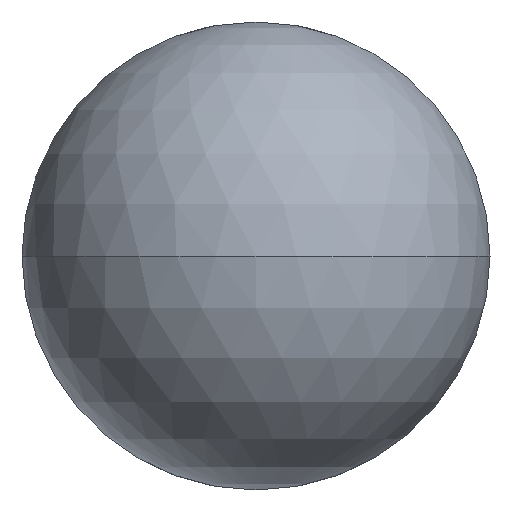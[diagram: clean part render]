
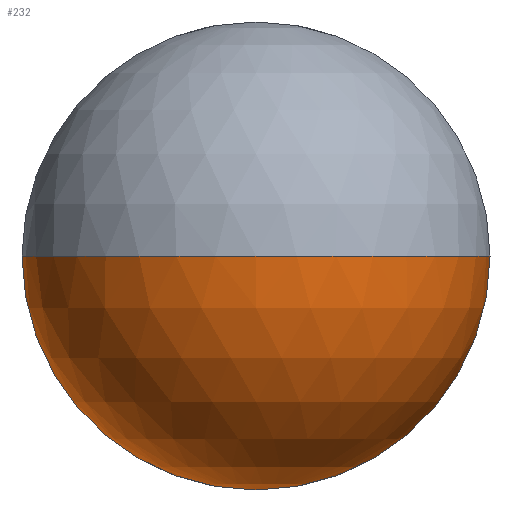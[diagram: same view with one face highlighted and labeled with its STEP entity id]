
A CAD part, front view. The second image highlights one B-rep face of the part: STEP entity #232.
In plain terms, the highlighted spherical face has radius 6.35 mm.
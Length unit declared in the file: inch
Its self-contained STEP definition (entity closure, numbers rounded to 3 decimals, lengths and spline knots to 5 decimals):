
#1 = ORIENTED_EDGE ( 'NONE', *, *, #106, .T. ) ;
#2 = VERTEX_POINT ( 'NONE', #80 ) ;
#5 = CARTESIAN_POINT ( 'NONE',  ( 0., 0.25, 0. ) ) ;
#8 = DIRECTION ( 'NONE',  ( 0., 0., -1. ) ) ;
#12 = AXIS2_PLACEMENT_3D ( 'NONE', #174, #170, #342 ) ;
#17 = CARTESIAN_POINT ( 'NONE',  ( 0., 0.25, 0. ) ) ;
#50 = ORIENTED_EDGE ( 'NONE', *, *, #151, .F. ) ;
#71 = EDGE_LOOP ( 'NONE', ( #520, #1, #278, #50 ) ) ;
#72 = CIRCLE ( 'NONE', #146, 0.25 ) ;
#77 = VERTEX_POINT ( 'NONE', #501 ) ;
#80 = CARTESIAN_POINT ( 'NONE',  ( -0.25, 0.25, 0. ) ) ;
#96 = EDGE_CURVE ( 'NONE', #2, #365, #72, .T. ) ;
#106 = EDGE_CURVE ( 'NONE', #365, #301, #209, .T. ) ;
#107 = AXIS2_PLACEMENT_3D ( 'NONE', #5, #267, #306 ) ;
#108 = CARTESIAN_POINT ( 'NONE',  ( 0., 0.25, -0.25 ) ) ;
#116 = AXIS2_PLACEMENT_3D ( 'NONE', #349, #260, #499 ) ;
#139 = DIRECTION ( 'NONE',  ( 0., 0., 1. ) ) ;
#146 = AXIS2_PLACEMENT_3D ( 'NONE', #17, #185, #8 ) ;
#151 = EDGE_CURVE ( 'NONE', #2, #77, #356, .T. ) ;
#170 = DIRECTION ( 'NONE',  ( 0., -1., 0. ) ) ;
#174 = CARTESIAN_POINT ( 'NONE',  ( 0., 0.25, 0. ) ) ;
#185 = DIRECTION ( 'NONE',  ( 0., -1., 0. ) ) ;
#209 = CIRCLE ( 'NONE', #12, 0.25 ) ;
#232 = ADVANCED_FACE ( 'NONE', ( #312 ), #351, .T. ) ;
#260 = DIRECTION ( 'NONE',  ( 0., 0., -1. ) ) ;
#267 = DIRECTION ( 'NONE',  ( 0., 0., -1. ) ) ;
#278 = ORIENTED_EDGE ( 'NONE', *, *, #406, .T. ) ;
#301 = VERTEX_POINT ( 'NONE', #353 ) ;
#306 = DIRECTION ( 'NONE',  ( -1., 0., 0. ) ) ;
#309 = CARTESIAN_POINT ( 'NONE',  ( 0., 0.25, 0. ) ) ;
#312 = FACE_OUTER_BOUND ( 'NONE', #71, .T. ) ;
#342 = DIRECTION ( 'NONE',  ( 0., 0., -1. ) ) ;
#349 = CARTESIAN_POINT ( 'NONE',  ( 0., 0.25, 0. ) ) ;
#351 = SPHERICAL_SURFACE ( 'NONE', #116, 0.25 ) ;
#352 = CIRCLE ( 'NONE', #107, 0.25 ) ;
#353 = CARTESIAN_POINT ( 'NONE',  ( 0.25, 0.25, 0. ) ) ;
#356 = CIRCLE ( 'NONE', #485, 0.25 ) ;
#365 = VERTEX_POINT ( 'NONE', #108 ) ;
#406 = EDGE_CURVE ( 'NONE', #301, #77, #352, .T. ) ;
#435 = DIRECTION ( 'NONE',  ( 1., 0., 0. ) ) ;
#485 = AXIS2_PLACEMENT_3D ( 'NONE', #309, #139, #435 ) ;
#499 = DIRECTION ( 'NONE',  ( -1., 0., 0. ) ) ;
#501 = CARTESIAN_POINT ( 'NONE',  ( 0., 0., 0. ) ) ;
#520 = ORIENTED_EDGE ( 'NONE', *, *, #96, .T. ) ;
